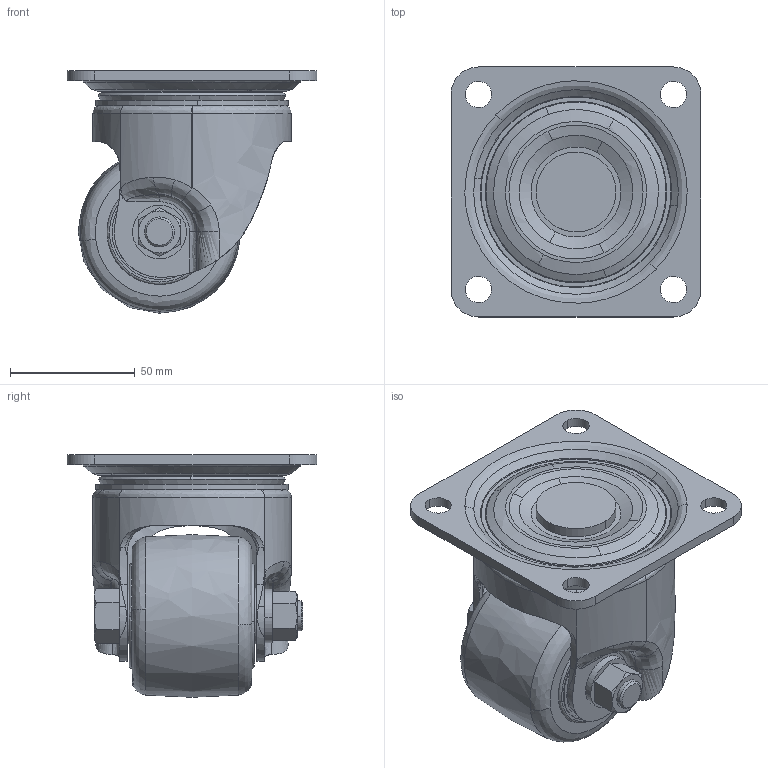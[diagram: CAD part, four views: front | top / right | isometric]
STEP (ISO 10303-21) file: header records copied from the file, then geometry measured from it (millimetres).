
FILE_DESCRIPTION((''),'2;1');
FILE_NAME('','2009-03-19T14:13:44',(''),(''),'','CADfix','');
FILE_SCHEMA(('AUTOMOTIVE_DESIGN { 1 0 10303 214 1 1 1 1 }'));
Length unit declared in the file: millimetre
Bounding box: 100 x 100 x 97 mm (x, y, z)
Volume: 312861.5 mm3; surface area: 81324.1 mm2
Topology: 5 solids, 5 shells, 277 faces, 835 edges, 588 vertices
Faces by surface type: bspline 277
Entity records: 15460 total; most frequent: CARTESIAN_POINT 10956, ORIENTED_EDGE 1664, EDGE_CURVE 832, VERTEX_POINT 588, EDGE_LOOP 318, FACE_OUTER_BOUND 277, ADVANCED_FACE 277, QUASI_UNIFORM_CURVE 197
